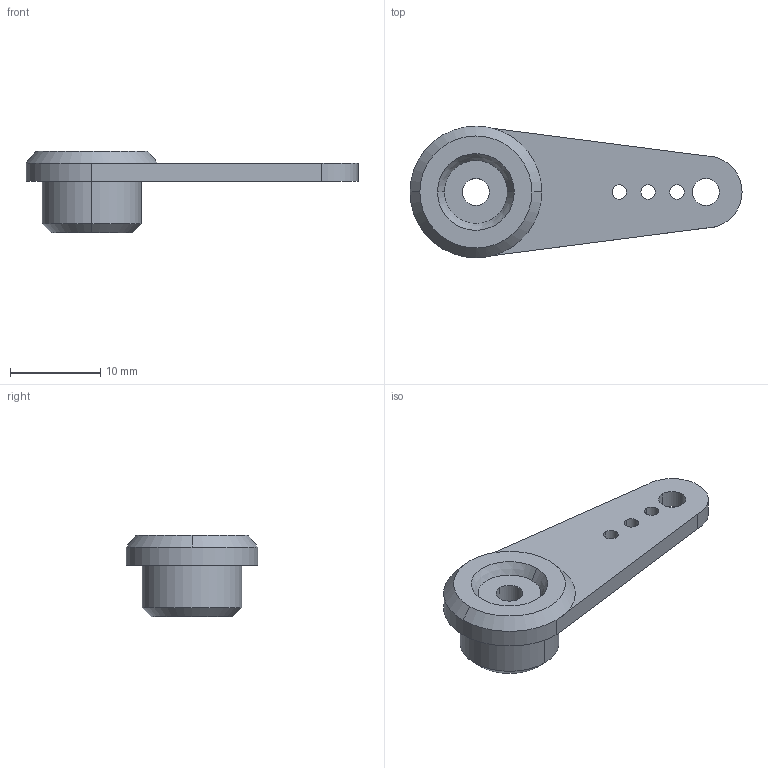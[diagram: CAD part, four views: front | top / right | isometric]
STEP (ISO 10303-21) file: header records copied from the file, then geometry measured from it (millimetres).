
FILE_DESCRIPTION (( 'STEP AP214' ), '1' );
FILE_NAME ('ServoHead.STEP', '2025-09-26T07:09:09', ( 'Windows User' ), ( '' ), 'SwSTEP 2.0', 'SolidWorks 2023', '' );
FILE_SCHEMA (( 'AUTOMOTIVE_DESIGN' ));
Length unit declared in the file: millimetre
Products named in the file (1): ServoHead
Bounding box: 36.8 x 14.6 x 9 mm (x, y, z)
Volume: 1316.5 mm3; surface area: 1313.2 mm2
Topology: 1 solids, 1 shells, 134 faces, 381 edges, 252 vertices
Faces by surface type: cylinder 70, plane 58, cone 6
Entity records: 5927 total; most frequent: DIRECTION 804, CARTESIAN_POINT 768, ORIENTED_EDGE 762, EDGE_CURVE 381, AXIS2_PLACEMENT_3D 288, VERTEX_POINT 252, LINE 228, VECTOR 228
